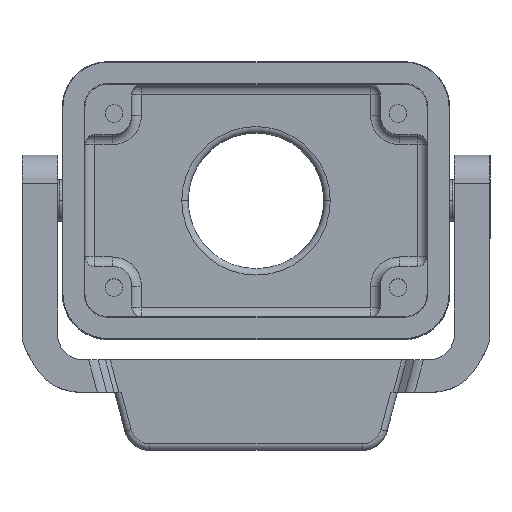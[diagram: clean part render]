
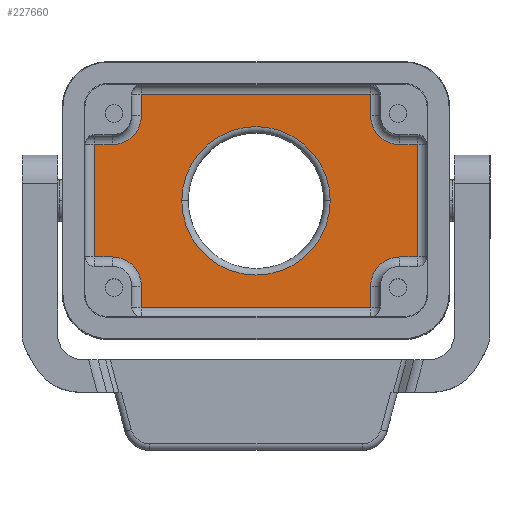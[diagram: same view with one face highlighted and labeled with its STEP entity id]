
A CAD part, top view. The second image highlights one B-rep face of the part: STEP entity #227660.
In plain terms, the highlighted face is planar.
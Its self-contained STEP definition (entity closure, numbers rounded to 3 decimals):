
#222200=CARTESIAN_POINT('',(-317.863,167.432,
56.));
#222210=VERTEX_POINT('',#222200);
#222300=CARTESIAN_POINT('',(-317.863,167.432,
20.5));
#222310=VERTEX_POINT('',#222300);
#222340=CARTESIAN_POINT('',(-317.863,167.432,
83.071));
#222350=DIRECTION('',(0.,0.,-1.));
#222360=VECTOR('',#222350,1.);
#222370=LINE('',#222340,#222360);
#222380=EDGE_CURVE('',#222210,#222310,#222370,.T.);
#223040=CARTESIAN_POINT('',(-347.504,167.432,
56.));
#223050=DIRECTION('',(1.,0.,0.));
#223060=VECTOR('',#223050,1.);
#223070=LINE('',#223040,#223060);
#223080=CARTESIAN_POINT('',(-321.163,167.432,
56.));
#223090=VERTEX_POINT('',#223080);
#223100=EDGE_CURVE('',#223090,#222210,#223070,.T.);
#225830=CARTESIAN_POINT('',(-325.663,167.432,
63.25));
#225840=VERTEX_POINT('',#225830);
#225980=CARTESIAN_POINT('',(-325.663,167.432,
60.5));
#225990=VERTEX_POINT('',#225980);
#226020=CARTESIAN_POINT('',(-325.663,167.432,
83.071));
#226030=DIRECTION('',(0.,0.,-1.));
#226040=VECTOR('',#226030,1.);
#226050=LINE('',#226020,#226040);
#226060=EDGE_CURVE('',#225840,#225990,#226050,.T.);
#226240=CARTESIAN_POINT('',(-321.163,167.432,
60.5));
#226250=DIRECTION('',(0.,1.,0.));
#226260=DIRECTION('',(0.,0.,-1.));
#226270=AXIS2_PLACEMENT_3D('',#226240,#226250,#226260);
#226280=CIRCLE('',#226270,4.5);
#226290=EDGE_CURVE('',#223090,#225990,#226280,.T.);
#226430=CARTESIAN_POINT('',(-321.222,167.432,
83.071));
#226440=DIRECTION('',(0.,1.,0.));
#226450=DIRECTION('',(0.,0.,-1.));
#226460=AXIS2_PLACEMENT_3D('',#226430,#226440,#226450);
#226470=PLANE('',#226460);
#226480=CARTESIAN_POINT('',(-334.363,167.432,
38.25));
#226490=DIRECTION('',(0.,1.,0.));
#226500=DIRECTION('',(0.,0.,-1.));
#226510=AXIS2_PLACEMENT_3D('',#226480,#226490,#226500);
#226520=CIRCLE('',#226510,11.5);
#226530=CARTESIAN_POINT('',(-334.363,167.432,
49.75));
#226540=VERTEX_POINT('',#226530);
#226550=CARTESIAN_POINT('',(-334.363,167.432,
26.75));
#226560=VERTEX_POINT('',#226550);
#226570=EDGE_CURVE('',#226540,#226560,#226520,.T.);
#226580=ORIENTED_EDGE('',*,*,#226570,.T.);
#226590=EDGE_CURVE('',#226560,#226540,#226520,.T.);
#226600=ORIENTED_EDGE('',*,*,#226590,.T.);
#226610=EDGE_LOOP('',(#226600,#226580));
#226620=FACE_BOUND('',#226610,.T.);
#226630=ORIENTED_EDGE('',*,*,#222380,.F.);
#226640=CARTESIAN_POINT('',(-347.504,167.432,
20.5));
#226650=DIRECTION('',(-1.,0.,0.));
#226660=VECTOR('',#226650,1.);
#226670=LINE('',#226640,#226660);
#226680=CARTESIAN_POINT('',(-321.163,167.432,
20.5));
#226690=VERTEX_POINT('',#226680);
#226700=EDGE_CURVE('',#222310,#226690,#226670,.T.);
#226710=ORIENTED_EDGE('',*,*,#226700,.F.);
#226720=CARTESIAN_POINT('',(-321.163,167.432,
16.));
#226730=DIRECTION('',(0.,-1.,0.));
#226740=DIRECTION('',(0.,0.,1.));
#226750=AXIS2_PLACEMENT_3D('',#226720,#226730,#226740);
#226760=CIRCLE('',#226750,4.5);
#226770=CARTESIAN_POINT('',(-325.663,167.432,
16.));
#226780=VERTEX_POINT('',#226770);
#226790=EDGE_CURVE('',#226690,#226780,#226760,.T.);
#226800=ORIENTED_EDGE('',*,*,#226790,.F.);
#226810=CARTESIAN_POINT('',(-325.663,167.432,
83.071));
#226820=DIRECTION('',(0.,0.,-1.));
#226830=VECTOR('',#226820,1.);
#226840=LINE('',#226810,#226830);
#226850=CARTESIAN_POINT('',(-325.663,167.432,
13.25));
#226860=VERTEX_POINT('',#226850);
#226870=EDGE_CURVE('',#226780,#226860,#226840,.T.);
#226880=ORIENTED_EDGE('',*,*,#226870,.F.);
#226890=CARTESIAN_POINT('',(-321.222,167.432,
13.25));
#226900=DIRECTION('',(1.,0.,0.));
#226910=VECTOR('',#226900,1.);
#226920=LINE('',#226890,#226910);
#226930=CARTESIAN_POINT('',(-343.063,167.432,
13.25));
#226940=VERTEX_POINT('',#226930);
#226950=EDGE_CURVE('',#226940,#226860,#226920,.T.);
#226960=ORIENTED_EDGE('',*,*,#226950,.T.);
#226970=CARTESIAN_POINT('',(-343.063,167.432,
83.071));
#226980=DIRECTION('',(0.,0.,-1.));
#226990=VECTOR('',#226980,1.);
#227000=LINE('',#226970,#226990);
#227010=CARTESIAN_POINT('',(-343.063,167.432,
16.));
#227020=VERTEX_POINT('',#227010);
#227030=EDGE_CURVE('',#227020,#226940,#227000,.T.);
#227040=ORIENTED_EDGE('',*,*,#227030,.T.);
#227050=CARTESIAN_POINT('',(-347.563,167.432,
16.));
#227060=DIRECTION('',(0.,1.,0.));
#227070=DIRECTION('',(0.,0.,-1.));
#227080=AXIS2_PLACEMENT_3D('',#227050,#227060,#227070);
#227090=CIRCLE('',#227080,4.5);
#227100=CARTESIAN_POINT('',(-347.563,167.432,
20.5));
#227110=VERTEX_POINT('',#227100);
#227120=EDGE_CURVE('',#227110,#227020,#227090,.T.);
#227130=ORIENTED_EDGE('',*,*,#227120,.T.);
#227140=CARTESIAN_POINT('',(-321.222,167.432,
20.5));
#227150=DIRECTION('',(1.,0.,0.));
#227160=VECTOR('',#227150,1.);
#227170=LINE('',#227140,#227160);
#227180=CARTESIAN_POINT('',(-350.863,167.432,
20.5));
#227190=VERTEX_POINT('',#227180);
#227200=EDGE_CURVE('',#227190,#227110,#227170,.T.);
#227210=ORIENTED_EDGE('',*,*,#227200,.T.);
#227220=CARTESIAN_POINT('',(-350.863,167.432,
83.071));
#227230=DIRECTION('',(0.,0.,-1.));
#227240=VECTOR('',#227230,1.);
#227250=LINE('',#227220,#227240);
#227260=CARTESIAN_POINT('',(-350.863,167.432,
56.));
#227270=VERTEX_POINT('',#227260);
#227280=EDGE_CURVE('',#227270,#227190,#227250,.T.);
#227290=ORIENTED_EDGE('',*,*,#227280,.T.);
#227300=CARTESIAN_POINT('',(-321.222,167.432,
56.));
#227310=DIRECTION('',(-1.,0.,0.));
#227320=VECTOR('',#227310,1.);
#227330=LINE('',#227300,#227320);
#227340=CARTESIAN_POINT('',(-347.563,167.432,
56.));
#227350=VERTEX_POINT('',#227340);
#227360=EDGE_CURVE('',#227350,#227270,#227330,.T.);
#227370=ORIENTED_EDGE('',*,*,#227360,.T.);
#227380=CARTESIAN_POINT('',(-347.563,167.432,
60.5));
#227390=DIRECTION('',(0.,-1.,0.));
#227400=DIRECTION('',(0.,0.,1.));
#227410=AXIS2_PLACEMENT_3D('',#227380,#227390,#227400);
#227420=CIRCLE('',#227410,4.5);
#227430=CARTESIAN_POINT('',(-343.063,167.432,
60.5));
#227440=VERTEX_POINT('',#227430);
#227450=EDGE_CURVE('',#227350,#227440,#227420,.T.);
#227460=ORIENTED_EDGE('',*,*,#227450,.F.);
#227470=CARTESIAN_POINT('',(-343.063,167.432,
83.071));
#227480=DIRECTION('',(0.,0.,-1.));
#227490=VECTOR('',#227480,1.);
#227500=LINE('',#227470,#227490);
#227510=CARTESIAN_POINT('',(-343.063,167.432,
63.25));
#227520=VERTEX_POINT('',#227510);
#227530=EDGE_CURVE('',#227520,#227440,#227500,.T.);
#227540=ORIENTED_EDGE('',*,*,#227530,.T.);
#227550=CARTESIAN_POINT('',(-321.222,167.432,
63.25));
#227560=DIRECTION('',(-1.,0.,0.));
#227570=VECTOR('',#227560,1.);
#227580=LINE('',#227550,#227570);
#227590=EDGE_CURVE('',#225840,#227520,#227580,.T.);
#227600=ORIENTED_EDGE('',*,*,#227590,.T.);
#227610=ORIENTED_EDGE('',*,*,#226060,.F.);
#227620=ORIENTED_EDGE('',*,*,#226290,.T.);
#227630=ORIENTED_EDGE('',*,*,#223100,.F.);
#227640=EDGE_LOOP('',(#227630,#227620,#227610,#227600,#227540,#227460,
#227370,#227290,#227210,#227130,#227040,#226960,#226880,#226800,#226710,
#226630));
#227650=FACE_OUTER_BOUND('',#227640,.T.);
#227660=ADVANCED_FACE('',(#226620,#227650),#226470,.F.);
